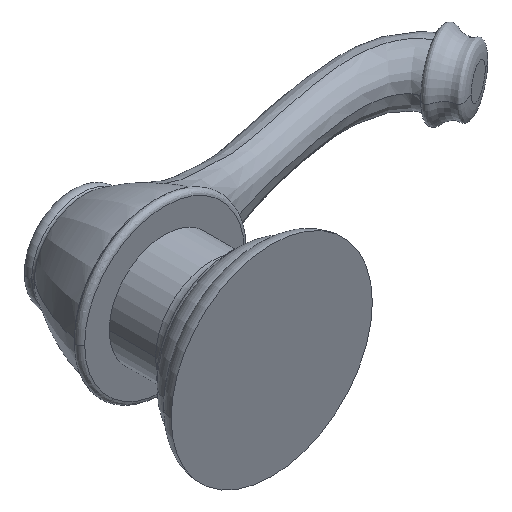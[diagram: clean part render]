
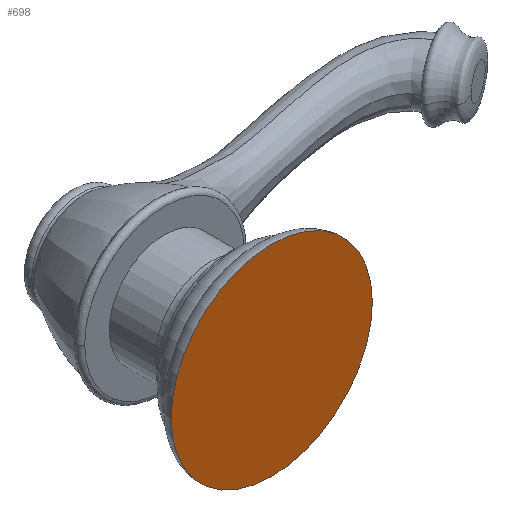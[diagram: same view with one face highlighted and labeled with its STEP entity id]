
A CAD part, isometric view. The second image highlights one B-rep face of the part: STEP entity #698.
In plain terms, the highlighted planar face has unit normal (0, -1, 0).
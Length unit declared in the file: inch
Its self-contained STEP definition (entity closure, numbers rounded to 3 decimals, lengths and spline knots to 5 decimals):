
#2=CARTESIAN_POINT('',(0.,0.,0.));
#3=DIRECTION('',(0.,-1.,0.));
#4=DIRECTION('',(1.,0.,0.));
#5=AXIS2_PLACEMENT_3D('',#2,#3,#4);
#7=CARTESIAN_POINT('',(0.,0.,0.));
#8=DIRECTION('',(0.,1.,0.));
#9=DIRECTION('',(1.,0.,0.));
#10=AXIS2_PLACEMENT_3D('',#7,#8,#9);
#597=CARTESIAN_POINT('',(1.1,0.,0.));
#598=CARTESIAN_POINT('',(-1.1,0.,0.));
#599=VERTEX_POINT('',#597);
#600=VERTEX_POINT('',#598);
#688=CARTESIAN_POINT('',(0.,0.,0.));
#689=DIRECTION('',(0.,-1.,0.));
#690=DIRECTION('',(-1.,0.,0.));
#691=AXIS2_PLACEMENT_3D('',#688,#689,#690);
#692=PLANE('',#691);
#693=ORIENTED_EDGE('',*,*,#677,.F.);
#695=ORIENTED_EDGE('',*,*,#694,.T.);
#696=EDGE_LOOP('',(#693,#695));
#697=FACE_OUTER_BOUND('',#696,.F.);
#698=ADVANCED_FACE('',(#697),#692,.T.);
#6=CIRCLE('',#5,1.1);
#11=CIRCLE('',#10,1.1);
#677=EDGE_CURVE('',#599,#600,#6,.T.);
#694=EDGE_CURVE('',#599,#600,#11,.T.);
